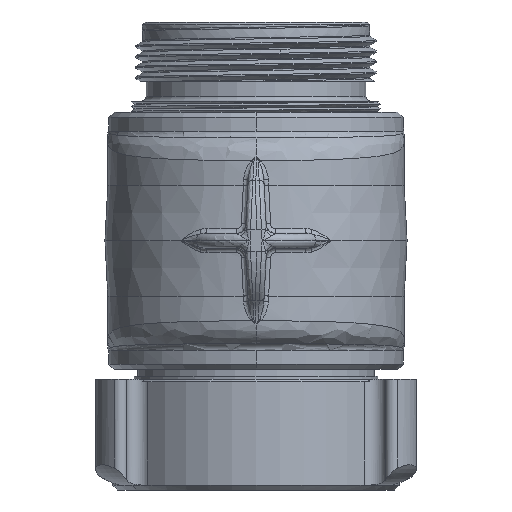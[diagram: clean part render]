
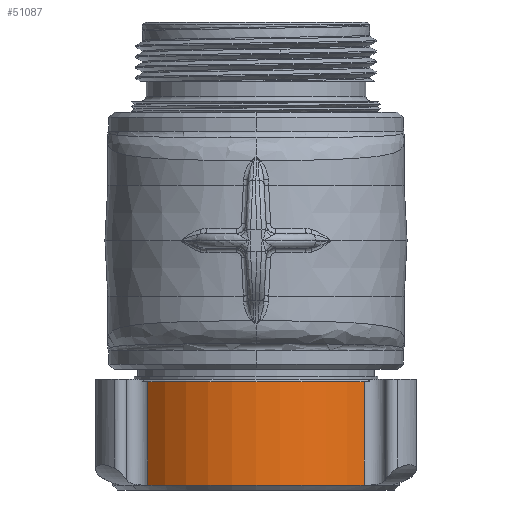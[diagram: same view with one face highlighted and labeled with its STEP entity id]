
A CAD part, front view. The second image highlights one B-rep face of the part: STEP entity #51087.
In plain terms, the highlighted cylindrical face has radius 46.038 mm (diameter 92.075 mm), a partial arc.
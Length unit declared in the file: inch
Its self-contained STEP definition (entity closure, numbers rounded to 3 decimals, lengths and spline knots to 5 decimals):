
#46961=CARTESIAN_POINT('',(0.,0.,-3.09238));
#46962=DIRECTION('',(0.,0.,-1.));
#46963=DIRECTION('',(0.755,-0.656,0.));
#46964=AXIS2_PLACEMENT_3D('',#46961,#46962,#46963);
#47012=DIRECTION('',(0.,0.,-1.));
#47013=VECTOR('',#47012,1.3065);
#47014=CARTESIAN_POINT('',(1.36816,-1.18882,-1.78588));
#47015=LINE('',#47014,#47013);
#47016=DIRECTION('',(0.,0.,-1.));
#47017=VECTOR('',#47016,1.3065);
#47018=CARTESIAN_POINT('',(-1.36816,-1.18882,-1.78588));
#47019=LINE('',#47018,#47017);
#47449=CARTESIAN_POINT('',(0.,0.,-1.78588));
#47450=DIRECTION('',(0.,0.,-1.));
#47451=DIRECTION('',(0.755,-0.656,0.));
#47452=AXIS2_PLACEMENT_3D('',#47449,#47450,#47451);
#47572=CARTESIAN_POINT('',(-1.36816,-1.18882,
-3.09238));
#47574=CARTESIAN_POINT('',(1.36816,-1.18882,-3.09238));
#48872=CARTESIAN_POINT('',(1.36816,-1.18882,-1.78588));
#48874=VERTEX_POINT('',#48872);
#48875=CARTESIAN_POINT('',(-1.36816,-1.18882,-1.78588));
#48876=VERTEX_POINT('',#48875);
#48940=VERTEX_POINT('',#47574);
#48942=VERTEX_POINT('',#47572);
#51073=CARTESIAN_POINT('',(0.,0.,-1.75488));
#51074=DIRECTION('',(0.,0.,-1.));
#51075=DIRECTION('',(-0.866,-0.5,0.));
#51076=AXIS2_PLACEMENT_3D('',#51073,#51074,#51075);
#51077=CYLINDRICAL_SURFACE('',#51076,1.8125);
#51079=ORIENTED_EDGE('',*,*,#51078,.T.);
#51080=ORIENTED_EDGE('',*,*,#51024,.T.);
#51082=ORIENTED_EDGE('',*,*,#51081,.F.);
#51084=ORIENTED_EDGE('',*,*,#51083,.F.);
#51085=EDGE_LOOP('',(#51079,#51080,#51082,#51084));
#51086=FACE_OUTER_BOUND('',#51085,.F.);
#46965=CIRCLE('',#46964,1.8125);
#47453=CIRCLE('',#47452,1.8125);
#51024=EDGE_CURVE('',#48940,#48942,#46965,.T.);
#51078=EDGE_CURVE('',#48874,#48940,#47015,.T.);
#51081=EDGE_CURVE('',#48876,#48942,#47019,.T.);
#51083=EDGE_CURVE('',#48874,#48876,#47453,.T.);
#51087=ADVANCED_FACE('',(#51086),#51077,.T.);
